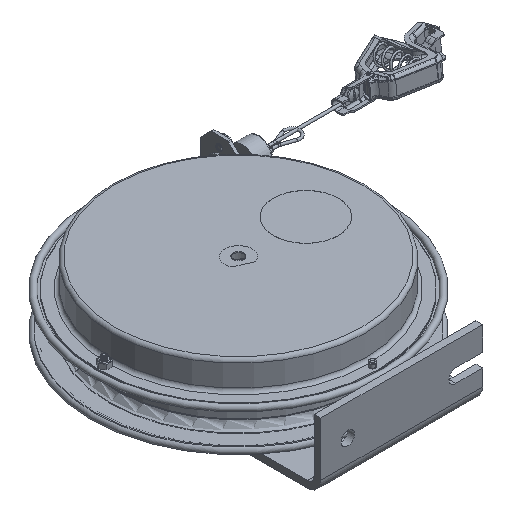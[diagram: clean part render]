
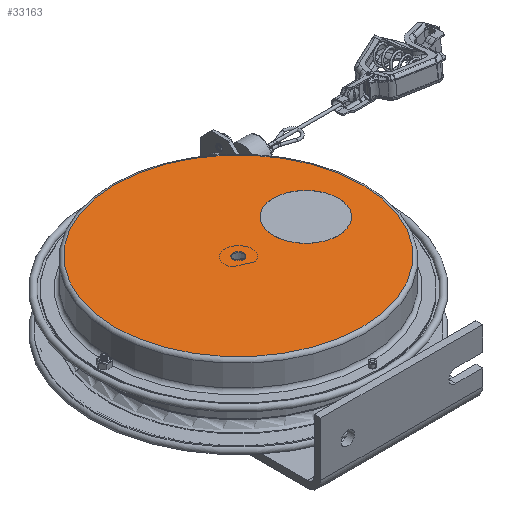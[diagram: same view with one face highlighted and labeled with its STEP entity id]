
A CAD part, isometric view. The second image highlights one B-rep face of the part: STEP entity #33163.
In plain terms, the highlighted planar face has unit normal (0, 0, 1).
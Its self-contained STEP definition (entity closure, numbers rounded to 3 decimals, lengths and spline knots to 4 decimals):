
#2154=FACE_BOUND('',#4152,.T.);
#2381=PLANE('',#34806);
#2906=FACE_OUTER_BOUND('',#4151,.T.);
#4151=EDGE_LOOP('',(#23403,#23404));
#4152=EDGE_LOOP('',(#23405));
#11142=CIRCLE('',#34800,0.195);
#11144=CIRCLE('',#34803,4.58);
#11145=CIRCLE('',#34804,4.58);
#12575=VERTEX_POINT('',#45243);
#12577=VERTEX_POINT('',#45249);
#12578=VERTEX_POINT('',#45250);
#17418=EDGE_CURVE('',#12575,#12575,#11142,.T.);
#17421=EDGE_CURVE('',#12577,#12578,#11144,.T.);
#17422=EDGE_CURVE('',#12578,#12577,#11145,.T.);
#23403=ORIENTED_EDGE('',*,*,#17421,.T.);
#23404=ORIENTED_EDGE('',*,*,#17422,.T.);
#23405=ORIENTED_EDGE('',*,*,#17418,.T.);
#33163=ADVANCED_FACE('',(#2906,#2154),#2381,.T.);
#34800=AXIS2_PLACEMENT_3D('',#45244,#37406,#37407);
#34803=AXIS2_PLACEMENT_3D('',#45251,#37413,#37414);
#34804=AXIS2_PLACEMENT_3D('',#45252,#37415,#37416);
#34806=AXIS2_PLACEMENT_3D('',#45254,#37419,#37420);
#37406=DIRECTION('center_axis',(0.,0.,
-1.));
#37407=DIRECTION('ref_axis',(0.,1.,0.));
#37413=DIRECTION('center_axis',(0.,0.,
1.));
#37414=DIRECTION('ref_axis',(0.,-1.,0.));
#37415=DIRECTION('center_axis',(0.,0.,
1.));
#37416=DIRECTION('ref_axis',(0.,-1.,0.));
#37419=DIRECTION('center_axis',(0.,0.,
1.));
#37420=DIRECTION('ref_axis',(-1.,0.,0.));
#45243=CARTESIAN_POINT('',(0.,-0.195,1.1509));
#45244=CARTESIAN_POINT('Origin',(0.,0.,
1.1509));
#45249=CARTESIAN_POINT('',(0.,-4.58,1.1509));
#45250=CARTESIAN_POINT('',(4.58,0.,1.1509));
#45251=CARTESIAN_POINT('Origin',(0.,0.,
1.1509));
#45252=CARTESIAN_POINT('Origin',(0.,0.,
1.1509));
#45254=CARTESIAN_POINT('Origin',(0.,-2.29,
1.1509));
